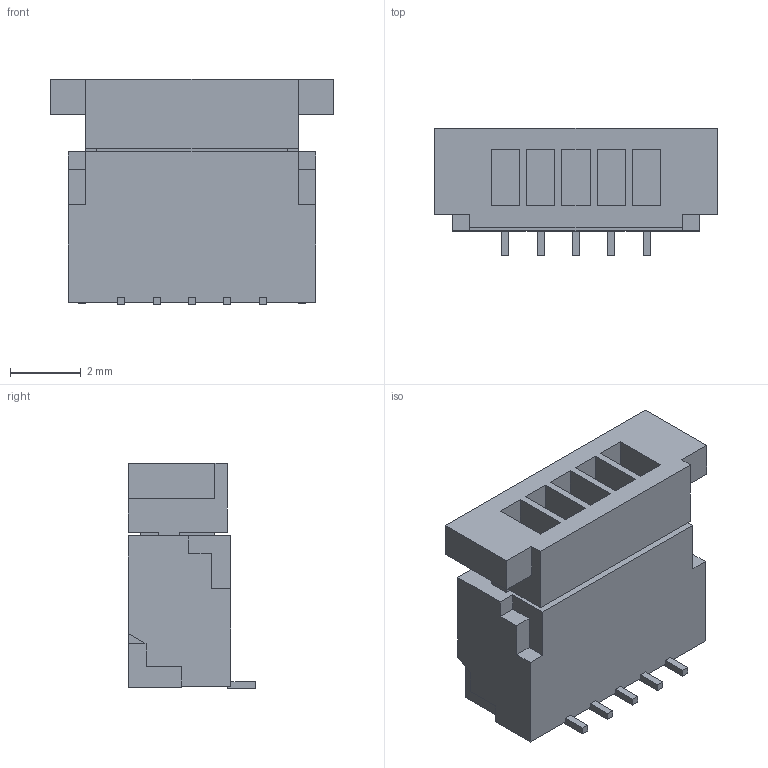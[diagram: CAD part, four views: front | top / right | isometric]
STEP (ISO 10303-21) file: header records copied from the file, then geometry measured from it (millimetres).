
FILE_DESCRIPTION(('FreeCAD Model'),'2;1');
FILE_NAME('BM05B-SRSS-TB.STEP','2016-04-11T18:56:50',('Author'),(''), 'Open CASCADE STEP processor 6.8','FreeCAD','Unknown');
FILE_SCHEMA(('AUTOMOTIVE_DESIGN_CC2 { 1 2 10303 214 -1 1 5 4 }'));
Length unit declared in the file: millimetre
Products named in the file (1): BM05B-SRSS
Bounding box: 8 x 3.6 x 6.37 mm (x, y, z)
Volume: 114.3 mm3; surface area: 285.5 mm2
Topology: 1 solids, 1 shells, 184 faces, 524 edges, 348 vertices
Faces by surface type: plane 184
Entity records: 13989 total; most frequent: CARTESIAN_POINT 2105, DIRECTION 1942, LINE 1572, VECTOR 1572, ORIENTED_EDGE 1048, PCURVE 1048, DEFINITIONAL_REPRESENTATION 1048, EDGE_CURVE 524
